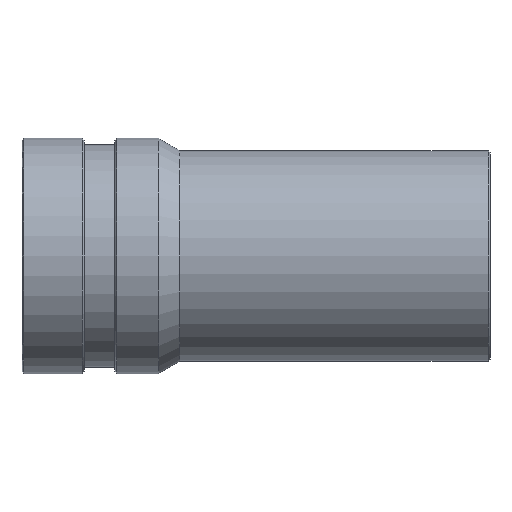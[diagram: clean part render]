
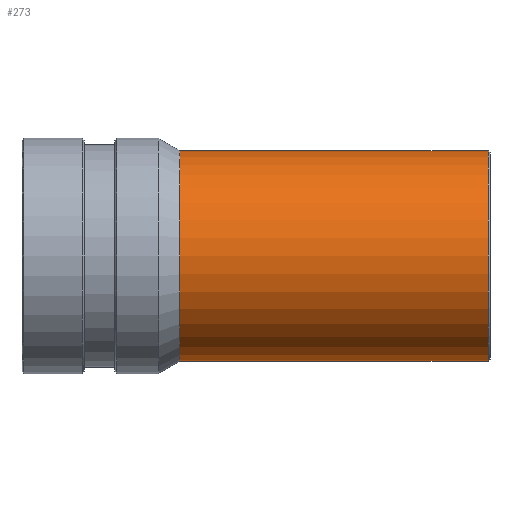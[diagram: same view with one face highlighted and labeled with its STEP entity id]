
A CAD part, front view. The second image highlights one B-rep face of the part: STEP entity #273.
In plain terms, the highlighted cylindrical face has radius 27 mm (diameter 54 mm), a full revolution.
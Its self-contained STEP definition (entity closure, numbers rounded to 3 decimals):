
#18=CYLINDRICAL_SURFACE('',#333,27.);
#40=FACE_OUTER_BOUND('',#60,.T.);
#60=EDGE_LOOP('',(#231,#232,#233,#234,#235,#236));
#72=LINE('',#508,#84);
#84=VECTOR('',#423,27.);
#109=CIRCLE('',#329,27.);
#110=CIRCLE('',#330,27.);
#112=CIRCLE('',#334,27.);
#113=CIRCLE('',#335,27.);
#135=VERTEX_POINT('',#498);
#136=VERTEX_POINT('',#500);
#138=VERTEX_POINT('',#507);
#139=VERTEX_POINT('',#509);
#169=EDGE_CURVE('',#135,#136,#109,.T.);
#170=EDGE_CURVE('',#136,#135,#110,.T.);
#172=EDGE_CURVE('',#136,#138,#72,.T.);
#173=EDGE_CURVE('',#138,#139,#112,.T.);
#174=EDGE_CURVE('',#139,#138,#113,.T.);
#231=ORIENTED_EDGE('',*,*,#169,.F.);
#232=ORIENTED_EDGE('',*,*,#170,.F.);
#233=ORIENTED_EDGE('',*,*,#172,.T.);
#234=ORIENTED_EDGE('',*,*,#173,.T.);
#235=ORIENTED_EDGE('',*,*,#174,.T.);
#236=ORIENTED_EDGE('',*,*,#172,.F.);
#273=ADVANCED_FACE('',(#40),#18,.T.);
#329=AXIS2_PLACEMENT_3D('',#501,#413,#414);
#330=AXIS2_PLACEMENT_3D('',#502,#415,#416);
#333=AXIS2_PLACEMENT_3D('',#506,#421,#422);
#334=AXIS2_PLACEMENT_3D('',#510,#424,#425);
#335=AXIS2_PLACEMENT_3D('',#511,#426,#427);
#413=DIRECTION('center_axis',(1.,0.,0.));
#414=DIRECTION('ref_axis',(0.,-1.,0.));
#415=DIRECTION('center_axis',(1.,0.,0.));
#416=DIRECTION('ref_axis',(0.,-1.,0.));
#421=DIRECTION('center_axis',(1.,0.,0.));
#422=DIRECTION('ref_axis',(0.,1.,0.));
#423=DIRECTION('',(-1.,0.,0.));
#424=DIRECTION('center_axis',(1.,0.,0.));
#425=DIRECTION('ref_axis',(0.,1.,0.));
#426=DIRECTION('center_axis',(1.,0.,0.));
#427=DIRECTION('ref_axis',(0.,1.,0.));
#498=CARTESIAN_POINT('',(119.5,27.,0.));
#500=CARTESIAN_POINT('',(119.5,-27.,0.));
#501=CARTESIAN_POINT('Origin',(119.5,0.,0.));
#502=CARTESIAN_POINT('Origin',(119.5,0.,0.));
#506=CARTESIAN_POINT('Origin',(80.228,0.,0.));
#507=CARTESIAN_POINT('',(40.456,-27.,0.));
#508=CARTESIAN_POINT('',(80.228,-27.,0.));
#509=CARTESIAN_POINT('',(40.456,27.,0.));
#510=CARTESIAN_POINT('Origin',(40.456,0.,0.));
#511=CARTESIAN_POINT('Origin',(40.456,0.,0.));
